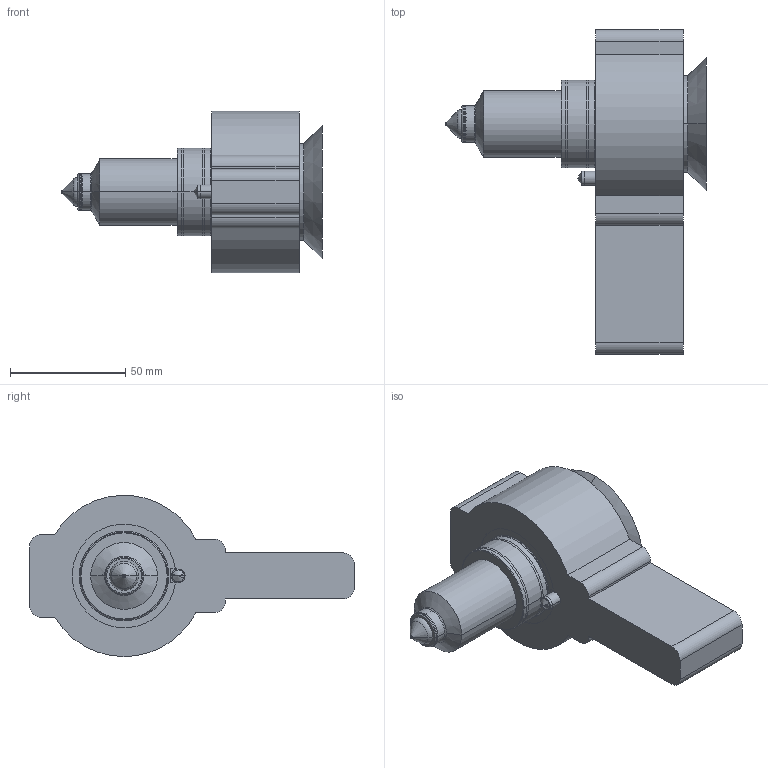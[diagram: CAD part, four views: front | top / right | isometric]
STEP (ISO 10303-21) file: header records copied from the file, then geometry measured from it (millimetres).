
FILE_DESCRIPTION (( 'STEP AP203' ), '1' );
FILE_NAME ('Dysza centralna - 29x65 EA-WP40.STEP', '2017-08-24T09:02:39', ( '' ), ( '' ), 'SwSTEP 2.0', 'SolidWorks 2016', '' );
FILE_SCHEMA (( 'CONFIG_CONTROL_DESIGN' ));
Length unit declared in the file: millimetre
Products named in the file (10): 29x065 - korpus - 40061-02; 29x065 - komora 29x065_Komora Standard; 29x065 - dysza - 29065-00_Standard; pierœcieñ nak³adki 40; nakladka do dyszy centralnej 40 - 40000-11; nak³adka 40 - 40000-11; grza³ka opaskowa 46x22 - nak³adka 40 - 40000-09; komora nak³adki 40; nak³adka - EA-WP-40; Dysza centralna - 29x65 EA-WP40
Assembly tree (9 placements, depth 4):
  Dysza centralna - 29x65 EA-WP40
    29x065 - dysza - 29065-00_Standard
      29x065 - korpus - 40061-02
      29x065 - komora 29x065_Komora Standard
    nak³adka - EA-WP-40
      nak³adka 40 - 40000-11
        pierœcieñ nak³adki 40
        nakladka do dyszy centralnej 40 - 40000-11
      grza³ka opaskowa 46x22 - nak³adka 40 - 40000-09
      komora nak³adki 40
Bounding box: 113 x 141 x 69.96 mm (x, y, z)
Volume: 373663.5 mm3; surface area: 79311.5 mm2
Topology: 9 solids, 13 shells, 421 faces, 973 edges, 580 vertices
Faces by surface type: cylinder 159, plane 87, torus 84, cone 64, sphere 14, bspline 13
Entity records: 18775 total; most frequent: CARTESIAN_POINT 8132, DIRECTION 2154, ORIENTED_EDGE 1934, EDGE_CURVE 967, AXIS2_PLACEMENT_3D 907, VERTEX_POINT 580, CIRCLE 484, EDGE_LOOP 451
